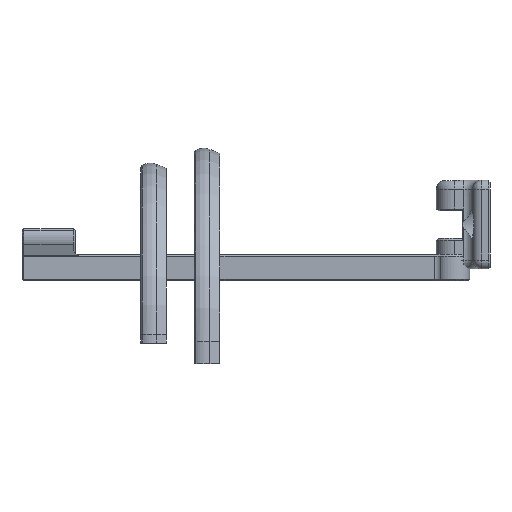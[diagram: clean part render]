
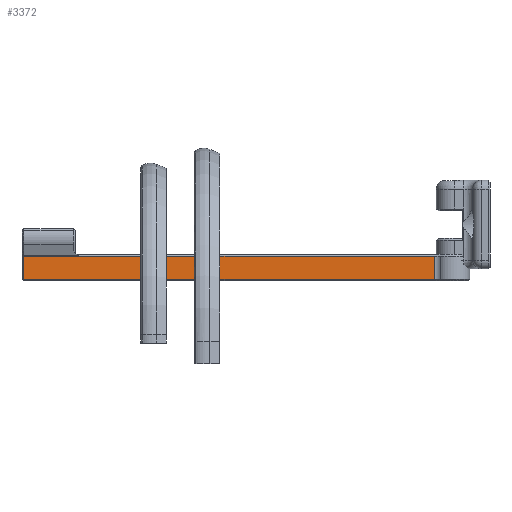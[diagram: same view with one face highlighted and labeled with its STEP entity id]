
A CAD part, front view. The second image highlights one B-rep face of the part: STEP entity #3372.
In plain terms, the highlighted planar face has unit normal (0, -1, 0).
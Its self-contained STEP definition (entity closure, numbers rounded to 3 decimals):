
#486=FACE_OUTER_BOUND('',#704,.T.);
#704=EDGE_LOOP('',(#2484,#2485,#2486,#2487));
#929=LINE('',#5391,#1202);
#951=LINE('',#5451,#1224);
#952=LINE('',#5455,#1225);
#953=LINE('',#5456,#1226);
#1202=VECTOR('',#4296,10.);
#1224=VECTOR('',#4352,10.);
#1225=VECTOR('',#4357,10.);
#1226=VECTOR('',#4358,10.);
#1487=VERTEX_POINT('',#5388);
#1488=VERTEX_POINT('',#5390);
#1509=VERTEX_POINT('',#5450);
#1510=VERTEX_POINT('',#5454);
#1827=EDGE_CURVE('',#1487,#1488,#929,.T.);
#1857=EDGE_CURVE('',#1488,#1509,#951,.T.);
#1859=EDGE_CURVE('',#1510,#1487,#952,.T.);
#1860=EDGE_CURVE('',#1509,#1510,#953,.T.);
#2484=ORIENTED_EDGE('',*,*,#1827,.F.);
#2485=ORIENTED_EDGE('',*,*,#1859,.F.);
#2486=ORIENTED_EDGE('',*,*,#1860,.F.);
#2487=ORIENTED_EDGE('',*,*,#1857,.F.);
#3248=PLANE('',#3720);
#3372=ADVANCED_FACE('',(#486),#3248,.T.);
#3720=AXIS2_PLACEMENT_3D('',#5453,#4355,#4356);
#4296=DIRECTION('',(0.,0.,1.));
#4352=DIRECTION('',(1.,0.,0.));
#4355=DIRECTION('center_axis',(0.,-1.,0.));
#4356=DIRECTION('ref_axis',(0.,0.,-1.));
#4357=DIRECTION('',(-1.,0.,0.));
#4358=DIRECTION('',(0.,0.,-1.));
#5388=CARTESIAN_POINT('',(4.,-2.409,0.4));
#5390=CARTESIAN_POINT('',(4.,-2.409,92.93));
#5391=CARTESIAN_POINT('',(4.,-2.409,72.153));
#5450=CARTESIAN_POINT('',(9.2,-2.409,92.93));
#5451=CARTESIAN_POINT('',(3.6,-2.409,92.93));
#5453=CARTESIAN_POINT('Origin',(3.6,-2.409,93.806));
#5454=CARTESIAN_POINT('',(9.2,-2.409,0.4));
#5455=CARTESIAN_POINT('',(2.151,-2.409,0.4));
#5456=CARTESIAN_POINT('',(9.2,-2.409,72.153));
